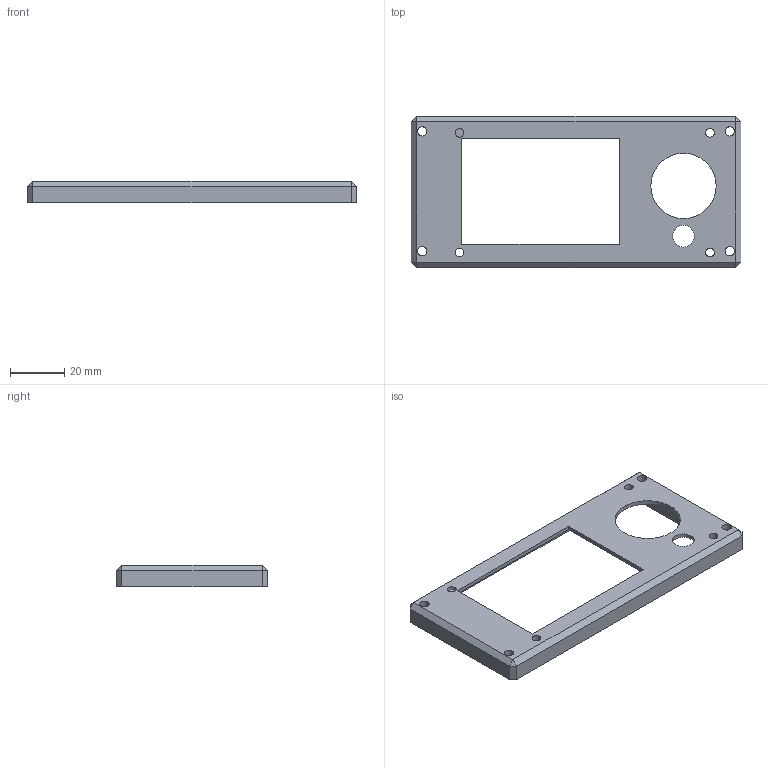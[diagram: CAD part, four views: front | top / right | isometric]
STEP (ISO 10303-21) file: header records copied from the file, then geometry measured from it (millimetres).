
FILE_DESCRIPTION(('FreeCAD Model'),'2;1');
FILE_NAME('Open CASCADE Shape Model','2023-04-10T10:58:17',('Author'),( ''),'Open CASCADE STEP processor 7.5','FreeCAD','Unknown');
FILE_SCHEMA(('AUTOMOTIVE_DESIGN { 1 0 10303 214 1 1 1 1 }'));
Length unit declared in the file: millimetre
Products named in the file (1): raw.lid
Bounding box: 121 x 55.5 x 8 mm (x, y, z)
Volume: 12963.9 mm3; surface area: 13406.2 mm2
Topology: 1 solids, 1 shells, 54 faces, 142 edges, 90 vertices
Faces by surface type: plane 40, cylinder 14
Full cylindrical faces by diameter (mm): 3.2 x4, 3.4 x4, 8 x1, 24 x1
Entity records: 3538 total; most frequent: CARTESIAN_POINT 661, DIRECTION 516, LINE 324, VECTOR 324, ORIENTED_EDGE 284, PCURVE 284, DEFINITIONAL_REPRESENTATION 284, EDGE_CURVE 142
